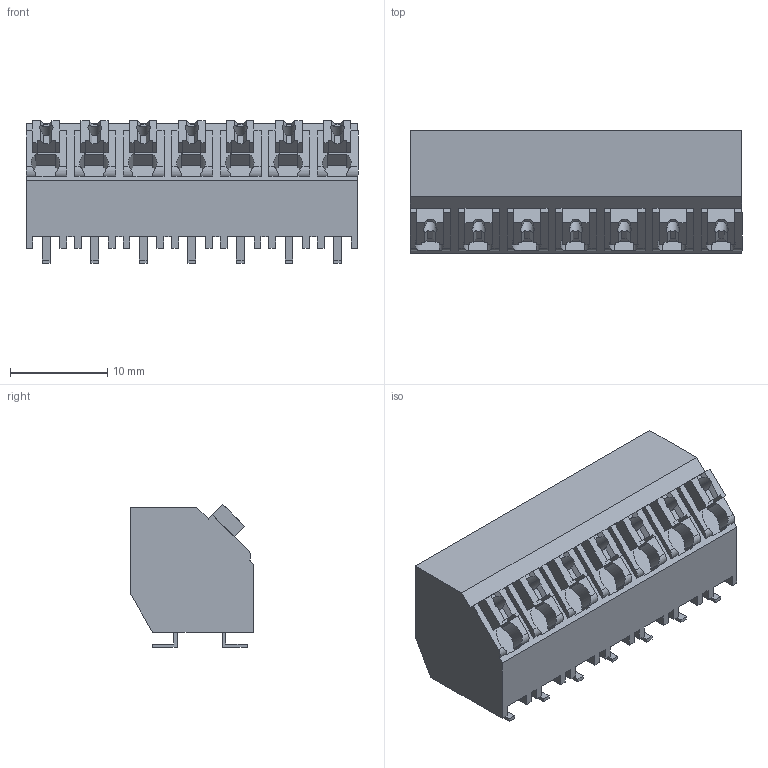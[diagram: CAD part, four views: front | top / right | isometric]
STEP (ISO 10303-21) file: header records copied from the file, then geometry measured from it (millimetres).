
FILE_DESCRIPTION(('CATIA V5 STEP Exchange','CAx-IF Rec.Pracs.--- Model Styling and Organization---1.2---2011-12-15'),'2;1');
FILE_NAME ('D1452233_0_1473750000_1473750000.stp','2018-03-29T11:59:53+00:00',('none'),('Weidmueller'),'CATIA Version 5-6 Release 2014','CATIA V5 STEP AP214','none');
FILE_SCHEMA(('AUTOMOTIVE_DESIGN { 1 0 10303 214 1 1 1 1 }'));
Length unit declared in the file: millimetre
Products named in the file (1): 1473750000
Bounding box: 34.2 x 12.7 x 14.71 mm (x, y, z)
Volume: 3976.7 mm3; surface area: 3888.4 mm2
Topology: 22 solids, 22 shells, 575 faces, 1594 edges, 1074 vertices
Faces by surface type: plane 533, cylinder 42
Entity records: 17586 total; most frequent: CARTESIAN_POINT 3282, ORIENTED_EDGE 3188, DIRECTION 2255, EDGE_CURVE 1594, VECTOR 1440, LINE 1440, VERTEX_POINT 1074, EDGE_LOOP 600
